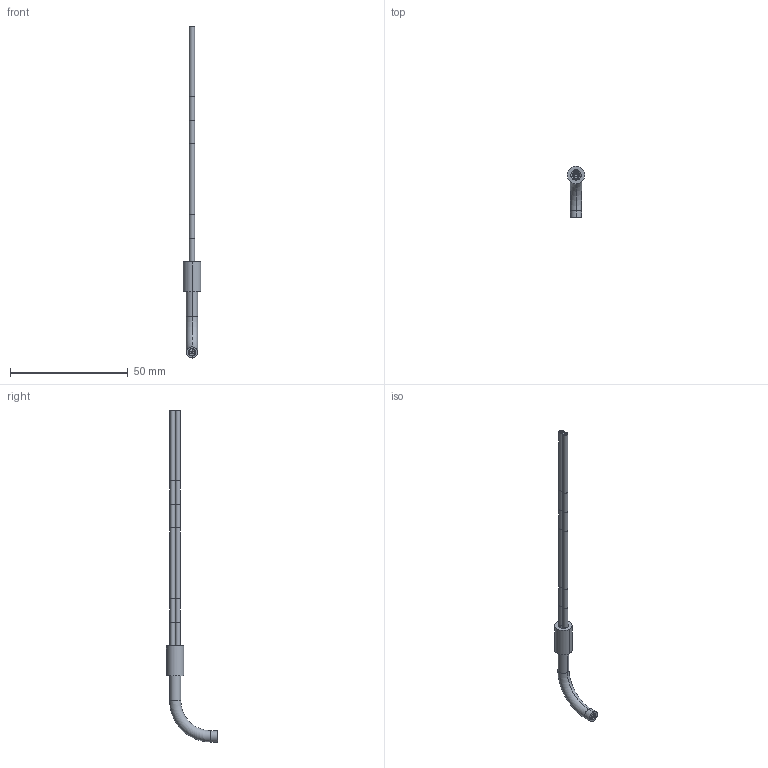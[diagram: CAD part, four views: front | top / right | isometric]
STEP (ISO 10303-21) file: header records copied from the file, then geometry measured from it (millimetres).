
FILE_DESCRIPTION((''),'2;1');
FILE_NAME('209645_ASM','2019-04-04T07:03:49',('pdmadmin'),('BANNER ENGINEERING'),'CREO PARAMETRIC BY PTC INC, 2018300','CREO PARAMETRIC BY PTC INC, 2018300','');
FILE_SCHEMA(('CONFIG_CONTROL_DESIGN'));
Length unit declared in the file: inch
Products named in the file (13): 39175_AF0; 10147_AF1; FIBER_CORE_1MM_AF0; FIBER_CORE_1MM_AF1; 10147_BARE_CORE67_AF0; 10147_BARE_CORE67_AF1; 10147_AF0_ASM; 39176_AF0; 10147_AF2; FIBER_CORE_1MM_AF2; FIBER_CORE_1MM_AF3; 40410_ASM; 209645_ASM
Assembly tree (12 placements, depth 4):
  209645_ASM
    40410_ASM
      39175_AF0
      10147_AF0_ASM
        10147_AF1
        FIBER_CORE_1MM_AF0
        FIBER_CORE_1MM_AF1
        10147_BARE_CORE67_AF0
        10147_BARE_CORE67_AF1
      39176_AF0
      10147_AF2
      FIBER_CORE_1MM_AF2
      FIBER_CORE_1MM_AF3
Bounding box: 7.37 x 21.62 x 140.72 mm (x, y, z)
Volume: 1512.5 mm3; surface area: 3983.1 mm2
Topology: 10 solids, 10 shells, 103 faces, 202 edges, 120 vertices
Faces by surface type: cylinder 60, plane 21, torus 12, bspline 8, cone 2
Entity records: 3277 total; most frequent: CARTESIAN_POINT 757, DIRECTION 588, ORIENTED_EDGE 404, AXIS2_PLACEMENT_3D 263, EDGE_CURVE 202, CIRCLE 132, VERTEX_POINT 120, EDGE_LOOP 116
